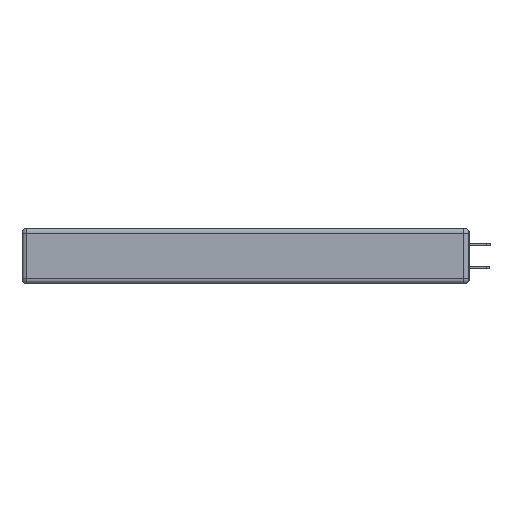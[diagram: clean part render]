
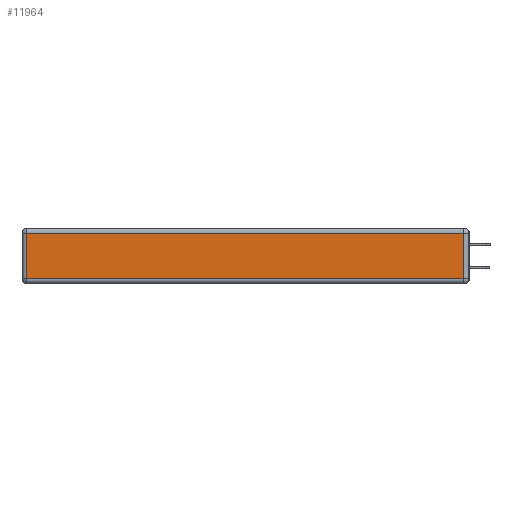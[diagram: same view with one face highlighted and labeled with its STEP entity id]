
A CAD part, left-side view. The second image highlights one B-rep face of the part: STEP entity #11964.
In plain terms, the highlighted planar face has unit normal (-1, 0, 0).
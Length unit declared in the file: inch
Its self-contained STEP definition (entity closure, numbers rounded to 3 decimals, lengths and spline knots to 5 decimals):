
#1009 = DIRECTION ( 'NONE',  ( 0., -1., 0. ) ) ;
#1365 = CARTESIAN_POINT ( 'NONE',  ( 0., 0.03, -0.313 ) ) ;
#1937 = CARTESIAN_POINT ( 'NONE',  ( 0., 0., -0.313 ) ) ;
#2216 = DIRECTION ( 'NONE',  ( -1., 0., 0. ) ) ;
#3808 = AXIS2_PLACEMENT_3D ( 'NONE', #13918, #2216, #8997 ) ;
#3924 = CARTESIAN_POINT ( 'NONE',  ( 0., 2.72, -0.03 ) ) ;
#4011 = EDGE_CURVE ( 'NONE', #5391, #18913, #18627, .T. ) ;
#5391 = VERTEX_POINT ( 'NONE', #19340 ) ;
#6574 = VERTEX_POINT ( 'NONE', #1365 ) ;
#6865 = ORIENTED_EDGE ( 'NONE', *, *, #4011, .T. ) ;
#8610 = VERTEX_POINT ( 'NONE', #21211 ) ;
#8910 = CARTESIAN_POINT ( 'NONE',  ( 0., 2.75, -0.03 ) ) ;
#8997 = DIRECTION ( 'NONE',  ( 0., 0., 1. ) ) ;
#9113 = DIRECTION ( 'NONE',  ( 0., 1., 0. ) ) ;
#10934 = ORIENTED_EDGE ( 'NONE', *, *, #16333, .T. ) ;
#10988 = LINE ( 'NONE', #12981, #17105 ) ;
#11785 = CARTESIAN_POINT ( 'NONE',  ( 0., 2.72, -0.343 ) ) ;
#11964 = ADVANCED_FACE ( 'NONE', ( #13025 ), #20484, .T. ) ;
#12349 = ORIENTED_EDGE ( 'NONE', *, *, #16559, .T. ) ;
#12710 = DIRECTION ( 'NONE',  ( 0., 0., 1. ) ) ;
#12714 = VECTOR ( 'NONE', #9113, 39.37008 ) ;
#12981 = CARTESIAN_POINT ( 'NONE',  ( 0., 0.03, -0.343 ) ) ;
#13025 = FACE_OUTER_BOUND ( 'NONE', #13606, .T. ) ;
#13606 = EDGE_LOOP ( 'NONE', ( #12349, #10934, #6865, #18636 ) ) ;
#13918 = CARTESIAN_POINT ( 'NONE',  ( 0., 0., -0.343 ) ) ;
#13996 = LINE ( 'NONE', #11785, #14757 ) ;
#14757 = VECTOR ( 'NONE', #15266, 39.37008 ) ;
#15266 = DIRECTION ( 'NONE',  ( 0., 0., -1. ) ) ;
#16333 = EDGE_CURVE ( 'NONE', #6574, #5391, #10988, .T. ) ;
#16559 = EDGE_CURVE ( 'NONE', #8610, #6574, #19665, .T. ) ;
#17105 = VECTOR ( 'NONE', #12710, 39.37008 ) ;
#17516 = EDGE_CURVE ( 'NONE', #18913, #8610, #13996, .T. ) ;
#18627 = LINE ( 'NONE', #8910, #12714 ) ;
#18636 = ORIENTED_EDGE ( 'NONE', *, *, #17516, .T. ) ;
#18913 = VERTEX_POINT ( 'NONE', #3924 ) ;
#19146 = VECTOR ( 'NONE', #1009, 39.37008 ) ;
#19340 = CARTESIAN_POINT ( 'NONE',  ( 0., 0.03, -0.03 ) ) ;
#19665 = LINE ( 'NONE', #1937, #19146 ) ;
#20484 = PLANE ( 'NONE',  #3808 ) ;
#21211 = CARTESIAN_POINT ( 'NONE',  ( 0., 2.72, -0.313 ) ) ;
